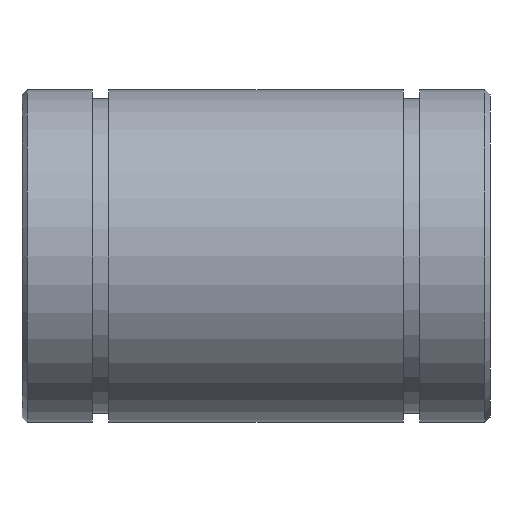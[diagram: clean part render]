
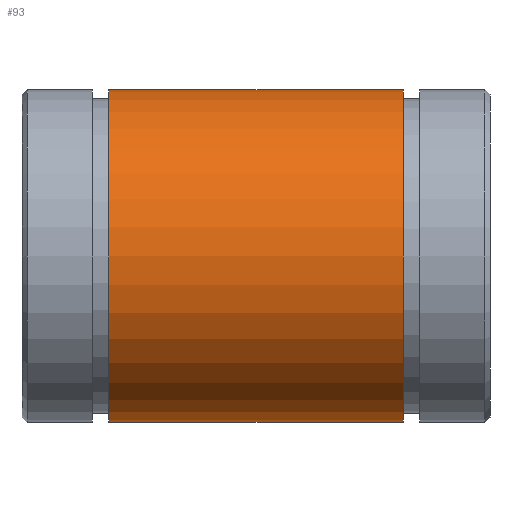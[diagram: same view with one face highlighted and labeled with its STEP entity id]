
A CAD part, front view. The second image highlights one B-rep face of the part: STEP entity #93.
In plain terms, the highlighted cylindrical face has radius 16 mm (diameter 32 mm), a full revolution.
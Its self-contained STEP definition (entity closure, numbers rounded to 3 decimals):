
#93 = ADVANCED_FACE( '', ( #192, #193 ), #194, .T. );
#192 = FACE_OUTER_BOUND( '', #294, .T. );
#193 = FACE_OUTER_BOUND( '', #295, .T. );
#194 = CYLINDRICAL_SURFACE( '', #296, 16. );
#294 = EDGE_LOOP( '', ( #408 ) );
#295 = EDGE_LOOP( '', ( #409 ) );
#296 = AXIS2_PLACEMENT_3D( '', #410, #411, #412 );
#408 = ORIENTED_EDGE( '', *, *, #472, .F. );
#409 = ORIENTED_EDGE( '', *, *, #491, .T. );
#410 = CARTESIAN_POINT( '', ( 45., 0., 0. ) );
#411 = DIRECTION( '', ( -1., 0., 0. ) );
#412 = DIRECTION( '', ( 0., 0., -1. ) );
#472 = EDGE_CURVE( '', #518, #518, #519, .F. );
#491 = EDGE_CURVE( '', #549, #549, #550, .F. );
#518 = VERTEX_POINT( '', #584 );
#519 = CIRCLE( '', #585, 16. );
#549 = VERTEX_POINT( '', #615 );
#550 = CIRCLE( '', #616, 16. );
#584 = CARTESIAN_POINT( '', ( 8.35, 0., -16. ) );
#585 = AXIS2_PLACEMENT_3D( '', #650, #651, #652 );
#615 = CARTESIAN_POINT( '', ( 36.65, 0., -16. ) );
#616 = AXIS2_PLACEMENT_3D( '', #686, #687, #688 );
#650 = CARTESIAN_POINT( '', ( 8.35, 0., 0. ) );
#651 = DIRECTION( '', ( 1., 0., 0. ) );
#652 = DIRECTION( '', ( 0., 0., -1. ) );
#686 = CARTESIAN_POINT( '', ( 36.65, 0., 0. ) );
#687 = DIRECTION( '', ( 1., 0., 0. ) );
#688 = DIRECTION( '', ( 0., 0., -1. ) );
